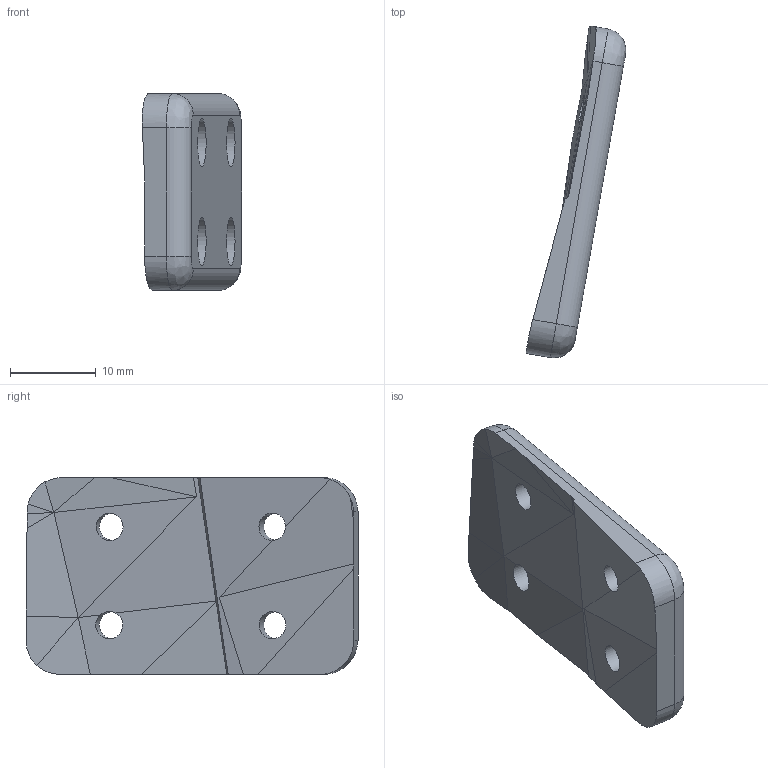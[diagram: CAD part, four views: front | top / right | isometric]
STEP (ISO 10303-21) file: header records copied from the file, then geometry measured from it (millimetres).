
FILE_DESCRIPTION(/* description */ (''),/* implementation_level */ '2;1');
FILE_NAME(/* name */ 'Temporal Left v1.step',/* time_stamp */ '2021-04-16T19:52:42+01:00',/* author */ (''),/* organization */ (''),/* preprocessor_version */ 'ST-DEVELOPER v18.1',/* originating_system */ 'Autodesk Translation Framework v10.6.0.1341',/* authorisation */ '');
FILE_SCHEMA (('AUTOMOTIVE_DESIGN { 1 0 10303 214 3 1 1 }'));
Length unit declared in the file: millimetre
Products named in the file (2): Temporal Left; Temporal Left_1
Assembly tree (1 placements, depth 2):
  Temporal Left
    Temporal Left_1
Bounding box: 11.67 x 38.83 x 23 mm (x, y, z)
Volume: 3357.9 mm3; surface area: 2318.8 mm2
Topology: 1 solids, 1 shells, 49 faces, 118 edges, 73 vertices
Faces by surface type: plane 29, cylinder 16, bspline 4
Full cylindrical faces by diameter (mm): 3.2 x4, 5.7 x4
Entity records: 1513 total; most frequent: CARTESIAN_POINT 275, DIRECTION 259, ORIENTED_EDGE 236, EDGE_CURVE 118, AXIS2_PLACEMENT_3D 93, LINE 73, VECTOR 73, VERTEX_POINT 73
